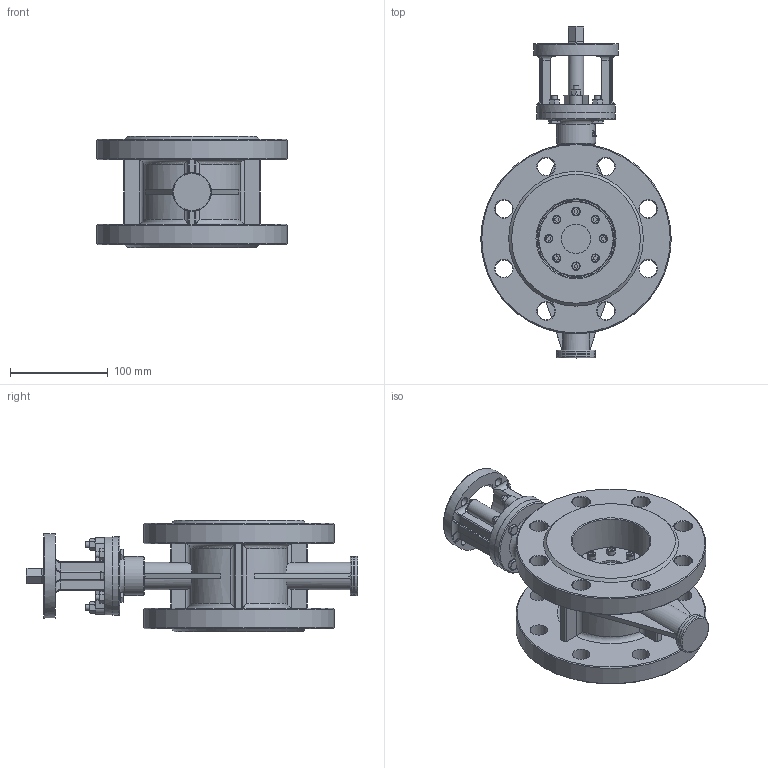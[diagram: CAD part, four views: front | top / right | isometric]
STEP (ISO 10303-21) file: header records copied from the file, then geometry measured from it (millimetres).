
FILE_DESCRIPTION(/* description */ (''),/* implementation_level */ '2;1');
FILE_NAME(/* name */ 'DN80_3D_STEP.stp',/* time_stamp */ '2024-11-16T18:47:25+03:00',/* author */ ('igorr'),/* organization */ (''),/* preprocessor_version */ 'ST-DEVELOPER v20',/* originating_system */ 'Autodesk Inventor 2025',/* authorisation */ '');
FILE_SCHEMA (('AUTOMOTIVE_DESIGN { 1 0 10303 214 3 1 1 }'));
Length unit declared in the file: millimetre
Products named in the file (5): Сборка; Деталь; AS 1110 - M6 x 25; ANSI B18.2.4.2M - M6x1; AS 1420 - 1973 - M5 x 10
Assembly tree (19 placements, depth 2):
  Сборка
    Деталь
    AS 1110 - M6 x 25  x4
    ANSI B18.2.4.2M - M6x1  x6
    AS 1420 - 1973 - M5 x 10  x8
Bounding box: 195 x 340 x 114 mm (x, y, z)
Volume: 1636152.2 mm3; surface area: 276598 mm2
Topology: 19 solids, 19 shells, 723 faces, 1727 edges, 1077 vertices
Faces by surface type: plane 325, cylinder 163, cone 156, bspline 45, torus 34
Full cylindrical faces by diameter (mm): 4.917 x6, 5 x8, 6 x14, 7 x4, 8.5 x8, 9 x4, 10 x4, 15.556 x1, 16.556 x1, 18 x16, 30 x1, 34 x1, 40 x3, 48.525 x1, 70 x1, 77 x1, 80 x4, 87 x1, 195 x2
Entity records: 15518 total; most frequent: CARTESIAN_POINT 4701, ORIENTED_EDGE 2154, DIRECTION 2079, EDGE_CURVE 1077, AXIS2_PLACEMENT_3D 808, VERTEX_POINT 673, EDGE_LOOP 520, LINE 463
